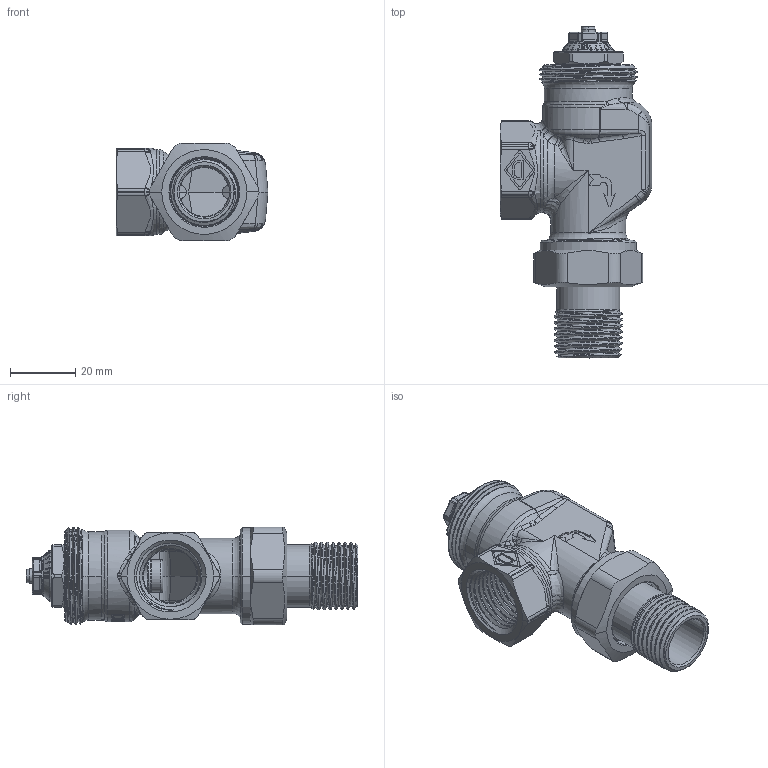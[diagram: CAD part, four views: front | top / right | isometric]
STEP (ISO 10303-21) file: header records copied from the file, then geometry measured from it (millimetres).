
FILE_DESCRIPTION((''),'2;1');
FILE_NAME('3930-02-000-GEW-O-B_SW0001','2015-03-06T',('marann'),(''),'PRO/ENGINEER BY PARAMETRIC TECHNOLOGY CORPORATION, 2011490','PRO/ENGINEER BY PARAMETRIC TECHNOLOGY CORPORATION, 2011490','');
FILE_SCHEMA(('CONFIG_CONTROL_DESIGN'));
Products named in the file (1): 3930-02-000-GEW-O-B_SW0001
Bounding box: 46.5 x 101.63 x 30 mm (x, y, z)
Volume: 31827.2 mm3; surface area: 26592.9 mm2
Topology: 2 solids, 2 shells, 1415 faces, 3568 edges, 2188 vertices
Faces by surface type: plane 390, cylinder 374, bspline 323, cone 142, torus 120, extrusion 50, sphere 16
Entity records: 67935 total; most frequent: CARTESIAN_POINT 37066, ORIENTED_EDGE 7132, DIRECTION 5476, EDGE_CURVE 3566, VERTEX_POINT 2188, AXIS2_PLACEMENT_3D 2112, EDGE_LOOP 1464, FACE_OUTER_BOUND 1415
